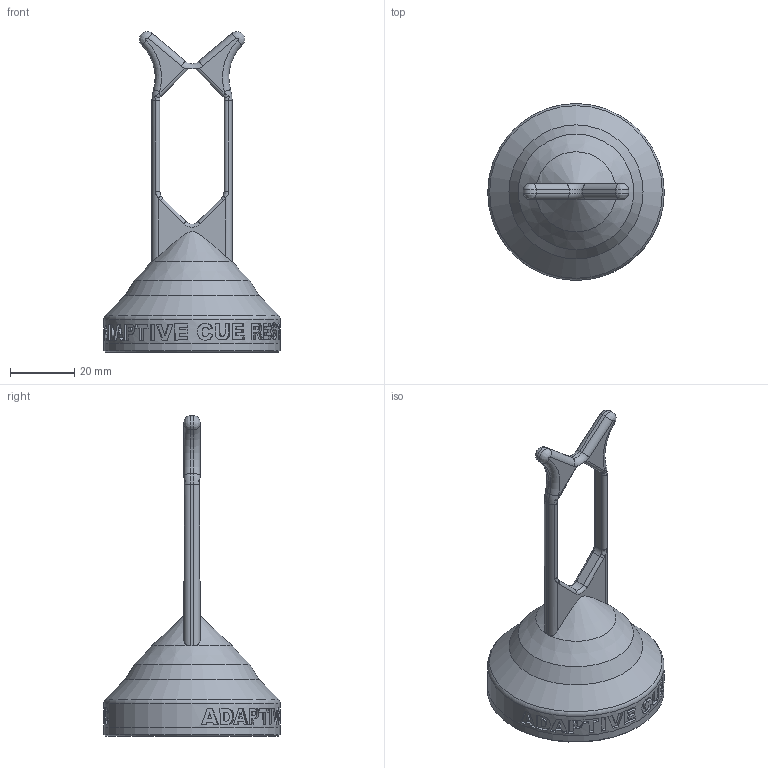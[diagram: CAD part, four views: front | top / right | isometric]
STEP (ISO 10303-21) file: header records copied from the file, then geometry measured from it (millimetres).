
FILE_DESCRIPTION(/* description */ ('','CAx-IF Rec.Pracs.---Representation and Presentation of Product Manufacturing Information (PMI)---4.0---2014-10-13'),/* implementation_level */ '2;1');
FILE_NAME(/* name */ 'Adaptive_Cue_Rest.step',/* time_stamp */ '2025-03-20T15:50:37-06:00',/* author */ (''),/* organization */ (''),/* preprocessor_version */ 'ST-DEVELOPER v20',/* originating_system */ 'Autodesk Translation Framework v13.20.0.188',/* authorisation */ '');
FILE_SCHEMA (('AP242_MANAGED_MODEL_BASED_3D_ENGINEERING_MIM_LF { 1 0 10303 442 1 1 4 }'));
Length unit declared in the file: millimetre
Products named in the file (2): Adaptive_Cue_Rest; Adaptive_Cue_Rest_1
Assembly tree (1 placements, depth 2):
  Adaptive_Cue_Rest
    Adaptive_Cue_Rest_1
Bounding box: 55 x 55 x 100 mm (x, y, z)
Volume: 52961.8 mm3; surface area: 24262.2 mm2
Topology: 3 solids, 3 shells, 390 faces, 1001 edges, 645 vertices
Faces by surface type: bspline 174, cylinder 106, plane 71, cone 22, torus 17
Full cylindrical faces by diameter (mm): 2.7 x3, 3.6 x3, 6.26 x3, 55 x2
Entity records: 17067 total; most frequent: CARTESIAN_POINT 8840, ORIENTED_EDGE 2002, DIRECTION 1147, EDGE_CURVE 1001, VERTEX_POINT 645, B_SPLINE_CURVE_WITH_KNOTS 456, EDGE_LOOP 426, AXIS2_PLACEMENT_3D 391
